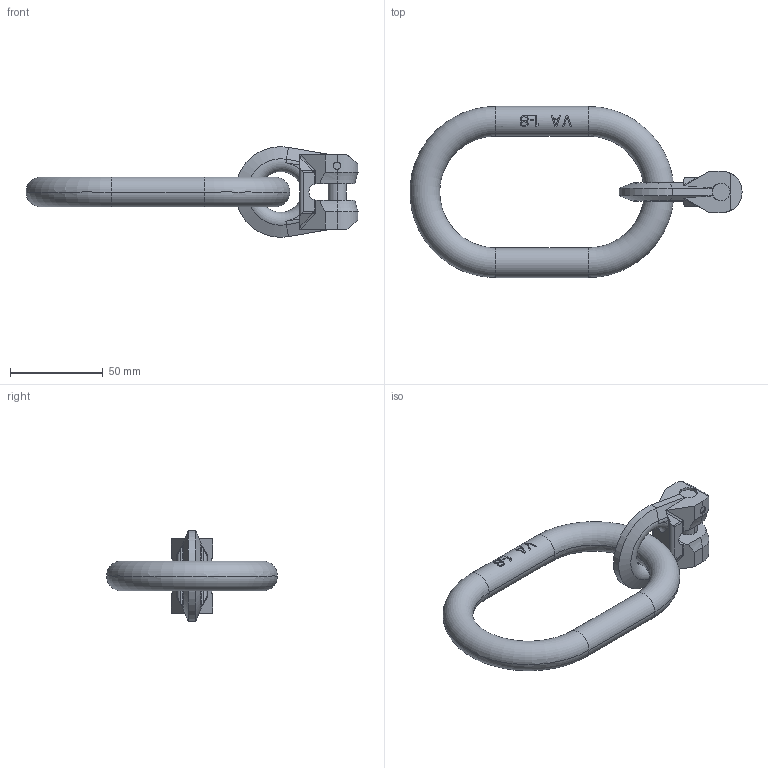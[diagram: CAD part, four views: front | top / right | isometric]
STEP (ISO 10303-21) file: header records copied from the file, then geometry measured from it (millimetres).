
FILE_DESCRIPTION((''),'2;1');
FILE_NAME('4VA1-8','2005-01-19T',('jakubetz'),(''),'PRO/ENGINEER BY PARAMETRIC TECHNOLOGY CORPORATION, 2001400','PRO/ENGINEER BY PARAMETRIC TECHNOLOGY CORPORATION, 2001400','');
FILE_SCHEMA(('CONFIG_CONTROL_DESIGN'));
Length unit declared in the file: millimetre
Products named in the file (1): 4VA1-8
Bounding box: 178.54 x 92 x 48.8 mm (x, y, z)
Volume: 93921.4 mm3; surface area: 24981.7 mm2
Topology: 2 solids, 2 shells, 189 faces, 507 edges, 326 vertices
Faces by surface type: plane 129, cylinder 43, bspline 8, torus 7, cone 2
Entity records: 6249 total; most frequent: CARTESIAN_POINT 1732, ORIENTED_EDGE 1014, DIRECTION 798, EDGE_CURVE 507, VERTEX_POINT 326, VECTOR 300, LINE 300, AXIS2_PLACEMENT_3D 249
